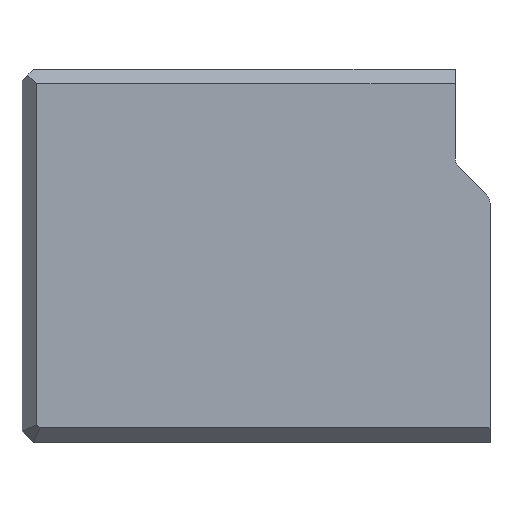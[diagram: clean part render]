
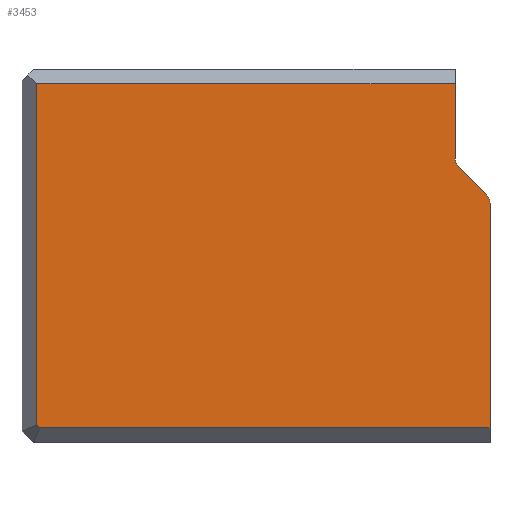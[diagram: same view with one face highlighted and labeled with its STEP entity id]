
A CAD part, top view. The second image highlights one B-rep face of the part: STEP entity #3453.
In plain terms, the highlighted planar face has unit normal (0, 0, 1).
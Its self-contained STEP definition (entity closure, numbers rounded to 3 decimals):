
#29 = VERTEX_POINT ( 'NONE', #1554 ) ;
#44 = DIRECTION ( 'NONE',  ( -0.707, 0.707, 0. ) ) ;
#361 = LINE ( 'NONE', #5271, #2577 ) ;
#441 = ORIENTED_EDGE ( 'NONE', *, *, #893, .T. ) ;
#600 = DIRECTION ( 'NONE',  ( 0., 0., 1. ) ) ;
#613 = ORIENTED_EDGE ( 'NONE', *, *, #1429, .T. ) ;
#688 = DIRECTION ( 'NONE',  ( 1., 0., 0. ) ) ;
#690 = CARTESIAN_POINT ( 'NONE',  ( 77., 38.672, 15. ) ) ;
#780 = CARTESIAN_POINT ( 'NONE',  ( -0.464, 0., 15. ) ) ;
#893 = EDGE_CURVE ( 'NONE', #4561, #3129, #4040, .T. ) ;
#1078 = CARTESIAN_POINT ( 'NONE',  ( 76.414, 40.086, 15. ) ) ;
#1122 = CARTESIAN_POINT ( 'NONE',  ( 77., 0., 15. ) ) ;
#1125 = CARTESIAN_POINT ( 'NONE',  ( 73., 46.328, 15. ) ) ;
#1171 = LINE ( 'NONE', #5123, #4608 ) ;
#1202 = CARTESIAN_POINT ( 'NONE',  ( 77., 0., 15. ) ) ;
#1393 = CIRCLE ( 'NONE', #4919, 2. ) ;
#1429 = EDGE_CURVE ( 'NONE', #3642, #3327, #3534, .T. ) ;
#1482 = VECTOR ( 'NONE', #2785, 1000. ) ;
#1554 = CARTESIAN_POINT ( 'NONE',  ( 71., 59.2, 15. ) ) ;
#1567 = FACE_OUTER_BOUND ( 'NONE', #2439, .T. ) ;
#1568 = DIRECTION ( 'NONE',  ( 0., -1., 0. ) ) ;
#1623 = CARTESIAN_POINT ( 'NONE',  ( -1., 2., 15. ) ) ;
#1640 = EDGE_CURVE ( 'NONE', #29, #3264, #1171, .T. ) ;
#1647 = CARTESIAN_POINT ( 'NONE',  ( 71., 45.5, 15. ) ) ;
#1778 = EDGE_CURVE ( 'NONE', #2861, #4561, #2156, .T. ) ;
#1795 = ORIENTED_EDGE ( 'NONE', *, *, #5192, .T. ) ;
#1846 = DIRECTION ( 'NONE',  ( 0.707, -0.707, 0. ) ) ;
#1956 = VECTOR ( 'NONE', #1568, 1000. ) ;
#2043 = VECTOR ( 'NONE', #44, 1000. ) ;
#2098 = DIRECTION ( 'NONE',  ( 0., -1., 0. ) ) ;
#2156 = LINE ( 'NONE', #1202, #5074 ) ;
#2334 = CARTESIAN_POINT ( 'NONE',  ( 71.586, 44.914, 15. ) ) ;
#2376 = DIRECTION ( 'NONE',  ( 1., 0., 0. ) ) ;
#2439 = EDGE_LOOP ( 'NONE', ( #5129, #441, #1795, #5251, #3638, #3393, #2506, #613, #3892 ) ) ;
#2506 = ORIENTED_EDGE ( 'NONE', *, *, #4626, .T. ) ;
#2556 = VERTEX_POINT ( 'NONE', #3385 ) ;
#2577 = VECTOR ( 'NONE', #3905, 1000. ) ;
#2591 = EDGE_CURVE ( 'NONE', #29, #2556, #361, .T. ) ;
#2654 = VECTOR ( 'NONE', #1846, 1000. ) ;
#2785 = DIRECTION ( 'NONE',  ( 1., 0., 0. ) ) ;
#2815 = CARTESIAN_POINT ( 'NONE',  ( 75., 38.672, 15. ) ) ;
#2861 = VERTEX_POINT ( 'NONE', #1122 ) ;
#2901 = CARTESIAN_POINT ( 'NONE',  ( 0., 0., 15. ) ) ;
#3129 = VERTEX_POINT ( 'NONE', #1078 ) ;
#3264 = VERTEX_POINT ( 'NONE', #5667 ) ;
#3327 = VERTEX_POINT ( 'NONE', #780 ) ;
#3339 = PLANE ( 'NONE',  #3785 ) ;
#3351 = DIRECTION ( 'NONE',  ( 0., 1., 0. ) ) ;
#3380 = DIRECTION ( 'NONE',  ( 0., 0., -1. ) ) ;
#3385 = CARTESIAN_POINT ( 'NONE',  ( -1., 59.2, 15. ) ) ;
#3393 = ORIENTED_EDGE ( 'NONE', *, *, #2591, .T. ) ;
#3453 = ADVANCED_FACE ( 'NONE', ( #1567 ), #3339, .T. ) ;
#3490 = AXIS2_PLACEMENT_3D ( 'NONE', #2815, #600, #2376 ) ;
#3534 = LINE ( 'NONE', #5357, #2654 ) ;
#3630 = LINE ( 'NONE', #4993, #1482 ) ;
#3634 = EDGE_CURVE ( 'NONE', #3327, #2861, #3630, .T. ) ;
#3638 = ORIENTED_EDGE ( 'NONE', *, *, #1640, .F. ) ;
#3642 = VERTEX_POINT ( 'NONE', #4112 ) ;
#3785 = AXIS2_PLACEMENT_3D ( 'NONE', #2901, #5490, #688 ) ;
#3845 = LINE ( 'NONE', #1647, #2043 ) ;
#3892 = ORIENTED_EDGE ( 'NONE', *, *, #3634, .T. ) ;
#3905 = DIRECTION ( 'NONE',  ( -1., 0., 0. ) ) ;
#4040 = CIRCLE ( 'NONE', #3490, 2. ) ;
#4112 = CARTESIAN_POINT ( 'NONE',  ( -1., 0.536, 15. ) ) ;
#4561 = VERTEX_POINT ( 'NONE', #690 ) ;
#4608 = VECTOR ( 'NONE', #2098, 1000. ) ;
#4626 = EDGE_CURVE ( 'NONE', #2556, #3642, #5204, .T. ) ;
#4919 = AXIS2_PLACEMENT_3D ( 'NONE', #1125, #3380, #5503 ) ;
#4993 = CARTESIAN_POINT ( 'NONE',  ( 77., 0., 15. ) ) ;
#5074 = VECTOR ( 'NONE', #3351, 1000. ) ;
#5123 = CARTESIAN_POINT ( 'NONE',  ( 71., 62., 15. ) ) ;
#5129 = ORIENTED_EDGE ( 'NONE', *, *, #1778, .T. ) ;
#5192 = EDGE_CURVE ( 'NONE', #3129, #5622, #3845, .T. ) ;
#5204 = LINE ( 'NONE', #1623, #1956 ) ;
#5251 = ORIENTED_EDGE ( 'NONE', *, *, #5332, .T. ) ;
#5271 = CARTESIAN_POINT ( 'NONE',  ( -8., 59.2, 15. ) ) ;
#5332 = EDGE_CURVE ( 'NONE', #5622, #3264, #1393, .T. ) ;
#5357 = CARTESIAN_POINT ( 'NONE',  ( 4.268, -4.732, 15. ) ) ;
#5490 = DIRECTION ( 'NONE',  ( 0., 0., 1. ) ) ;
#5503 = DIRECTION ( 'NONE',  ( 1., 0., 0. ) ) ;
#5622 = VERTEX_POINT ( 'NONE', #2334 ) ;
#5667 = CARTESIAN_POINT ( 'NONE',  ( 71., 46.328, 15. ) ) ;
